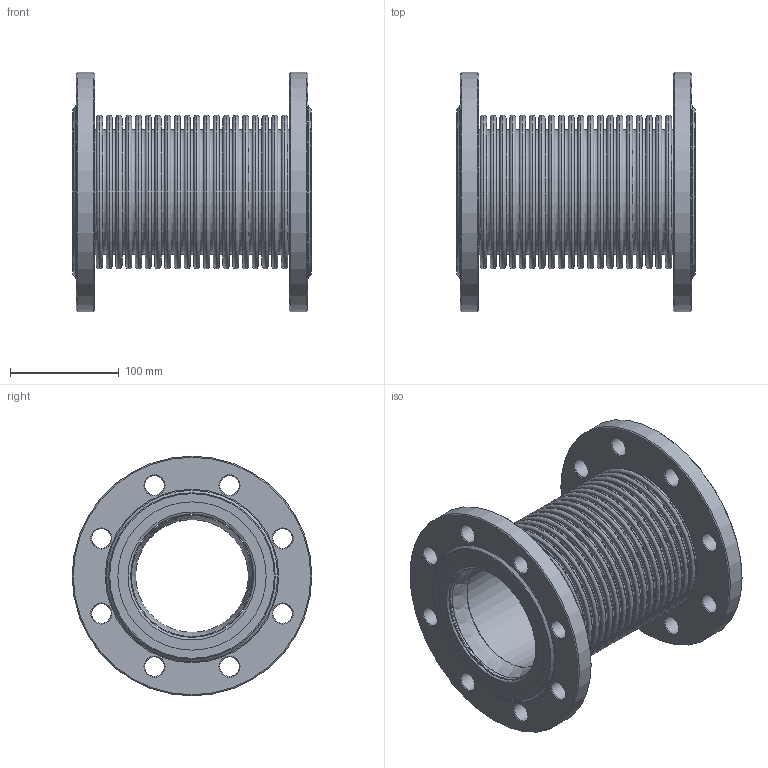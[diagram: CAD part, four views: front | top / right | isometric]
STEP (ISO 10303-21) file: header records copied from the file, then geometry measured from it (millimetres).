
FILE_DESCRIPTION(('HOOPS Exchange Step'),'2;1');
FILE_NAME('KP03_DN100_PN16.stp','2025-10-31T16:23:08+01:00',('nieru'),('Unknown organisation'),'HOOPS Exchange 2024.2','HOOPS Exchange','Unknown authorisation');
FILE_SCHEMA( ('AP203_CONFIGURATION_CONTROLLED_3D_DESIGN_OF_MECHANICAL_PARTS_AND_ASSEMBLIES_MIM_LF') );
Length unit declared in the file: millimetre
Products named in the file (2): 0; root
Assembly tree (1 placements, depth 2):
  root
    0
Bounding box: 220.01 x 220 x 220 mm (x, y, z)
Volume: 1135413.6 mm3; surface area: 915906.2 mm2
Topology: 5 solids, 5 shells, 330 faces, 861 edges, 545 vertices
Faces by surface type: torus 148, cone 120, cylinder 40, plane 14, bspline 8
Full cylindrical faces by diameter (mm): 18 x16, 103.5 x1, 104.7 x1, 105.3 x1, 106.5 x1, 111.3 x2, 112.5 x2, 113.1 x4, 114.3 x8, 136 x2, 220 x2
Entity records: 12272 total; most frequent: CARTESIAN_POINT 3471, DIRECTION 2184, ORIENTED_EDGE 1722, AXIS2_PLACEMENT_3D 1012, EDGE_CURVE 861, CIRCLE 687, VERTEX_POINT 545, EDGE_LOOP 376
